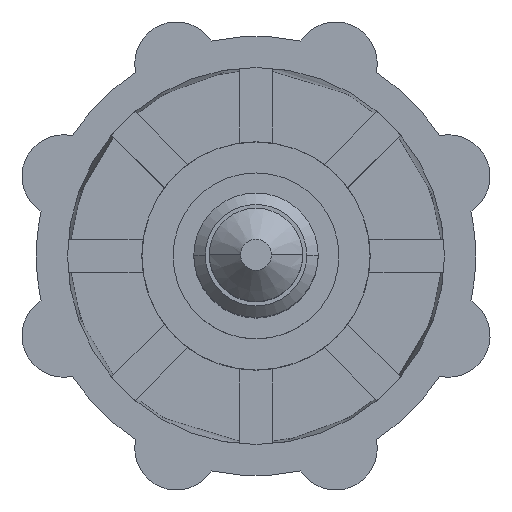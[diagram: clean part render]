
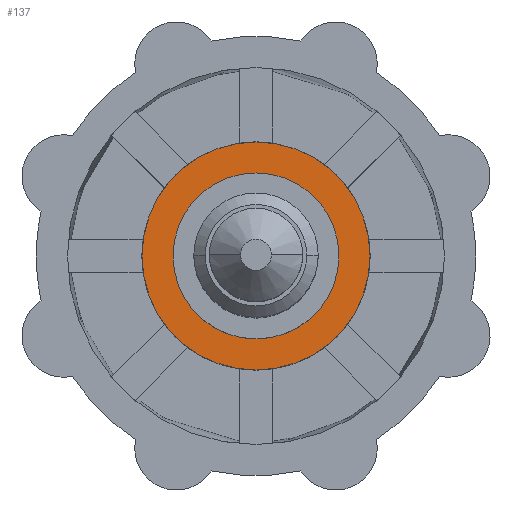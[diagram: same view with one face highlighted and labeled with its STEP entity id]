
A CAD part, top view. The second image highlights one B-rep face of the part: STEP entity #137.
In plain terms, the highlighted planar face has unit normal (0, 0, 1).
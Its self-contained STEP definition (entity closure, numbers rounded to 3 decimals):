
#71 = CARTESIAN_POINT ( 'NONE',  ( 0., 0., 10. ) ) ;
#137 = ADVANCED_FACE ( 'NONE', ( #3853, #1795 ), #1753, .F. ) ;
#216 = AXIS2_PLACEMENT_3D ( 'NONE', #2086, #773, #4091 ) ;
#505 = CARTESIAN_POINT ( 'NONE',  ( 4., 0., 10. ) ) ;
#773 = DIRECTION ( 'NONE',  ( 0., 0., 1. ) ) ;
#835 = CARTESIAN_POINT ( 'NONE',  ( 0., 5.5, 10. ) ) ;
#949 = EDGE_CURVE ( 'NONE', #1113, #3965, #2393, .T. ) ;
#965 = EDGE_LOOP ( 'NONE', ( #1356, #1766 ) ) ;
#1068 = CIRCLE ( 'NONE', #2684, 4. ) ;
#1093 = VERTEX_POINT ( 'NONE', #505 ) ;
#1113 = VERTEX_POINT ( 'NONE', #4203 ) ;
#1247 = EDGE_CURVE ( 'NONE', #1093, #2910, #1068, .T. ) ;
#1356 = ORIENTED_EDGE ( 'NONE', *, *, #949, .T. ) ;
#1536 = DIRECTION ( 'NONE',  ( 0., 0., 1. ) ) ;
#1626 = EDGE_CURVE ( 'NONE', #3965, #1113, #2474, .T. ) ;
#1753 = PLANE ( 'NONE',  #3378 ) ;
#1766 = ORIENTED_EDGE ( 'NONE', *, *, #1626, .T. ) ;
#1789 = DIRECTION ( 'NONE',  ( 0., 0., 1. ) ) ;
#1795 = FACE_OUTER_BOUND ( 'NONE', #965, .T. ) ;
#1879 = CARTESIAN_POINT ( 'NONE',  ( -4., 0., 10. ) ) ;
#2086 = CARTESIAN_POINT ( 'NONE',  ( 0., 0., 10. ) ) ;
#2109 = AXIS2_PLACEMENT_3D ( 'NONE', #4048, #3034, #4067 ) ;
#2290 = ORIENTED_EDGE ( 'NONE', *, *, #3197, .F. ) ;
#2393 = CIRCLE ( 'NONE', #216, 5.5 ) ;
#2474 = CIRCLE ( 'NONE', #2109, 5.5 ) ;
#2684 = AXIS2_PLACEMENT_3D ( 'NONE', #71, #1789, #2809 ) ;
#2706 = AXIS2_PLACEMENT_3D ( 'NONE', #3538, #1536, #4094 ) ;
#2809 = DIRECTION ( 'NONE',  ( 1., 0., 0. ) ) ;
#2910 = VERTEX_POINT ( 'NONE', #1879 ) ;
#3034 = DIRECTION ( 'NONE',  ( 0., 0., 1. ) ) ;
#3137 = DIRECTION ( 'NONE',  ( 0., 0., -1. ) ) ;
#3197 = EDGE_CURVE ( 'NONE', #2910, #1093, #3401, .T. ) ;
#3378 = AXIS2_PLACEMENT_3D ( 'NONE', #835, #3137, #3487 ) ;
#3401 = CIRCLE ( 'NONE', #2706, 4. ) ;
#3441 = ORIENTED_EDGE ( 'NONE', *, *, #1247, .F. ) ;
#3487 = DIRECTION ( 'NONE',  ( -1., 0., 0. ) ) ;
#3538 = CARTESIAN_POINT ( 'NONE',  ( 0., 0., 10. ) ) ;
#3722 = CARTESIAN_POINT ( 'NONE',  ( -5.5, 0., 10. ) ) ;
#3812 = EDGE_LOOP ( 'NONE', ( #3441, #2290 ) ) ;
#3853 = FACE_BOUND ( 'NONE', #3812, .T. ) ;
#3965 = VERTEX_POINT ( 'NONE', #3722 ) ;
#4048 = CARTESIAN_POINT ( 'NONE',  ( 0., 0., 10. ) ) ;
#4067 = DIRECTION ( 'NONE',  ( 1., 0., 0. ) ) ;
#4091 = DIRECTION ( 'NONE',  ( 1., 0., 0. ) ) ;
#4094 = DIRECTION ( 'NONE',  ( 1., 0., 0. ) ) ;
#4203 = CARTESIAN_POINT ( 'NONE',  ( 5.5, 0., 10. ) ) ;
